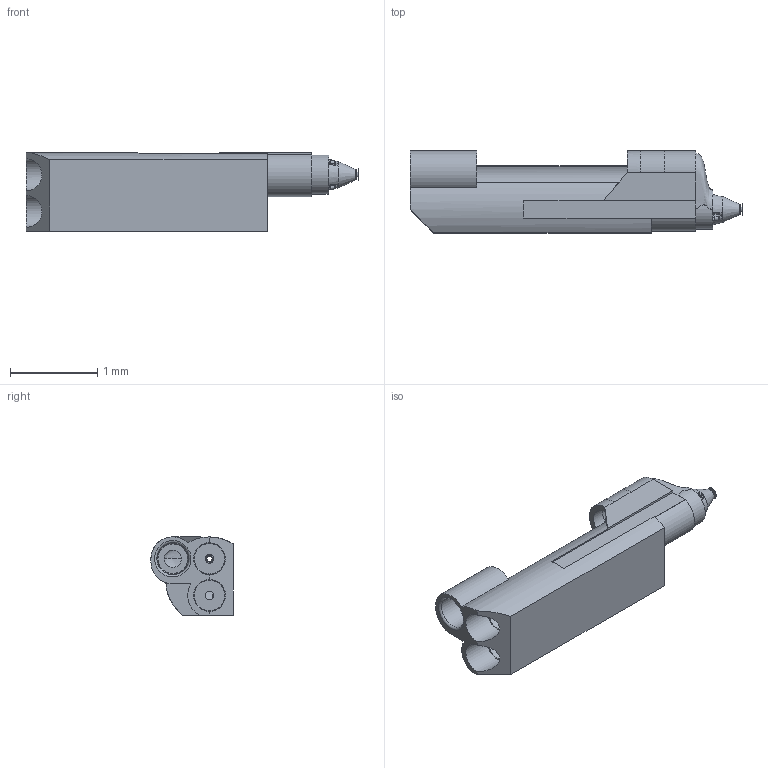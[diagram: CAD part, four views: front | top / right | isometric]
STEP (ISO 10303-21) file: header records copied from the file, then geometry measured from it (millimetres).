
FILE_DESCRIPTION(/* description */ (''),/* implementation_level */ '2;1');
FILE_NAME(/* name */ 'MVED_R_75_75_180_2122_75_60_75_25_81.stp',/* time_stamp */ '2021-11-24T17:43:42+01:00',/* author */ ('vakilim'),/* organization */ (''),/* preprocessor_version */ 'ST-DEVELOPER v17',/* originating_system */ 'Autodesk Inventor 2018',/* authorisation */ '');
FILE_SCHEMA (('AUTOMOTIVE_DESIGN { 1 0 10303 214 3 1 1 }'));
Length unit declared in the file: millimetre
Products named in the file (1): MVED_R_75_75_180_2122_75_60_75_25_81
Bounding box: 3.8 x 0.94 x 0.9 mm (x, y, z)
Volume: 1.6 mm3; surface area: 17.3 mm2
Topology: 1 solids, 1 shells, 199 faces, 568 edges, 360 vertices
Faces by surface type: bspline 77, cylinder 44, plane 37, cone 32, torus 9
Full cylindrical faces by diameter (mm): 0.06 x1, 0.075 x2, 0.1 x2, 0.115 x1, 0.14 x1, 0.18 x2, 0.2 x1, 0.366 x9
Entity records: 11699 total; most frequent: CARTESIAN_POINT 6954, ORIENTED_EDGE 1130, DIRECTION 849, EDGE_CURVE 565, VERTEX_POINT 360, AXIS2_PLACEMENT_3D 353, CIRCLE 213, EDGE_LOOP 206
